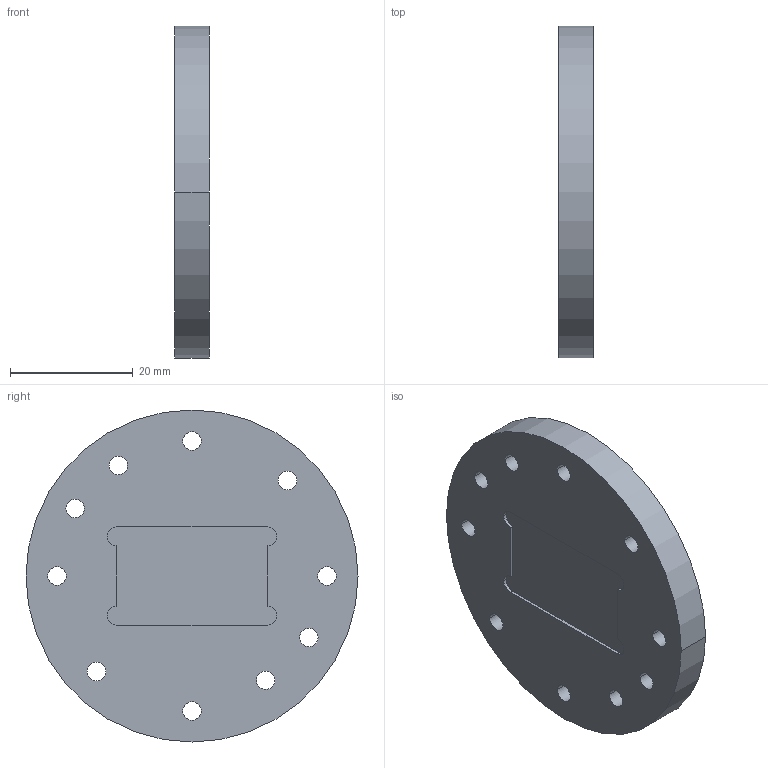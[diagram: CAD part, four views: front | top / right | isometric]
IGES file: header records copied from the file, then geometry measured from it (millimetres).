
Start section: START RECORD GO HERE.
Global section: file name: Support Capteur 24.6mm x16mm.igs; native system: DASSAULT SYSTEMES CATIA Version 5-6 Release 2017 - www.3ds.com; preprocessor: V5-6R2017_5.27.5.0.04-26-2018.20.00; author: destor; organization: D7060SD; date: 20210401.153534; units: millimetre
Bounding box: 5.6 x 54.1 x 54.1 mm (x, y, z)
Surface area: 5979.8 mm2 (no closed solid volume)
Topology: 0 solids, 0 shells, 37 faces, 204 edges, 204 vertices
Faces by surface type: revolution 30, plane 7
